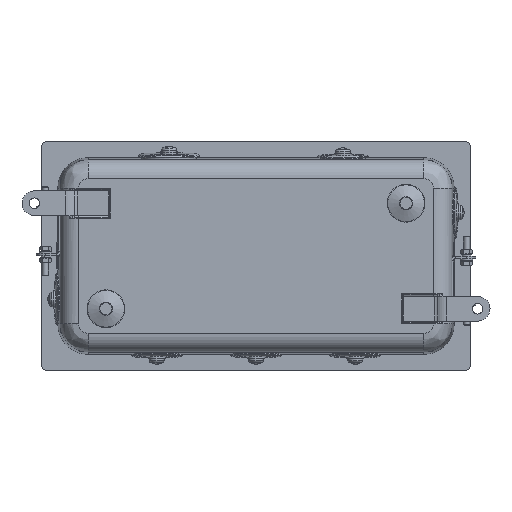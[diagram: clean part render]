
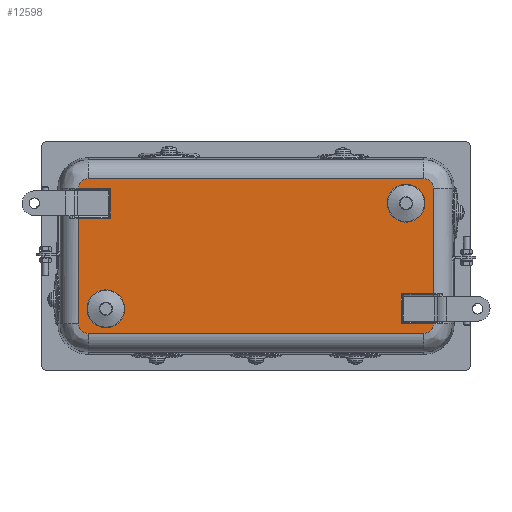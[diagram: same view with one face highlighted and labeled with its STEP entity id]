
A CAD part, front view. The second image highlights one B-rep face of the part: STEP entity #12598.
In plain terms, the highlighted planar face has unit normal (0, -1, 0).
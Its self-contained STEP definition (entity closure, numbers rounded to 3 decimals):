
#1387=LINE('',#23403,#1977);
#1388=LINE('',#23405,#1978);
#1389=LINE('',#23407,#1979);
#1390=LINE('',#23409,#1980);
#1391=LINE('',#23413,#1981);
#1392=LINE('',#23417,#1982);
#1393=LINE('',#23419,#1983);
#1394=LINE('',#23421,#1984);
#1395=LINE('',#23423,#1985);
#1396=LINE('',#23427,#1986);
#1977=VECTOR('',#17290,10.);
#1978=VECTOR('',#17291,10.);
#1979=VECTOR('',#17292,10.);
#1980=VECTOR('',#17293,10.);
#1981=VECTOR('',#17296,10.);
#1982=VECTOR('',#17299,10.);
#1983=VECTOR('',#17300,10.);
#1984=VECTOR('',#17301,10.);
#1985=VECTOR('',#17302,10.);
#1986=VECTOR('',#17305,10.);
#2225=FACE_BOUND('',#3679,.T.);
#2226=FACE_BOUND('',#3680,.T.);
#2876=FACE_OUTER_BOUND('',#3678,.T.);
#3678=EDGE_LOOP('',(#10580,#10581,#10582,#10583,#10584,#10585,#10586,#10587,
#10588,#10589,#10590,#10591,#10592,#10593));
#3679=EDGE_LOOP('',(#10594));
#3680=EDGE_LOOP('',(#10595));
#4379=CIRCLE('',#13990,15.194);
#4381=CIRCLE('',#13994,7.896);
#4382=CIRCLE('',#13995,7.896);
#4383=CIRCLE('',#13996,7.896);
#4384=CIRCLE('',#13997,7.896);
#4385=CIRCLE('',#13998,15.194);
#5511=VERTEX_POINT('',#23393);
#5513=VERTEX_POINT('',#23401);
#5514=VERTEX_POINT('',#23402);
#5515=VERTEX_POINT('',#23404);
#5516=VERTEX_POINT('',#23406);
#5517=VERTEX_POINT('',#23408);
#5518=VERTEX_POINT('',#23410);
#5519=VERTEX_POINT('',#23412);
#5520=VERTEX_POINT('',#23414);
#5521=VERTEX_POINT('',#23416);
#5522=VERTEX_POINT('',#23418);
#5523=VERTEX_POINT('',#23420);
#5524=VERTEX_POINT('',#23422);
#5525=VERTEX_POINT('',#23424);
#5526=VERTEX_POINT('',#23426);
#5527=VERTEX_POINT('',#23429);
#7222=EDGE_CURVE('',#5511,#5511,#4379,.T.);
#7225=EDGE_CURVE('',#5513,#5514,#1387,.T.);
#7226=EDGE_CURVE('',#5515,#5514,#1388,.T.);
#7227=EDGE_CURVE('',#5516,#5515,#1389,.T.);
#7228=EDGE_CURVE('',#5517,#5516,#1390,.T.);
#7229=EDGE_CURVE('',#5518,#5517,#4381,.T.);
#7230=EDGE_CURVE('',#5519,#5518,#1391,.T.);
#7231=EDGE_CURVE('',#5520,#5519,#4382,.T.);
#7232=EDGE_CURVE('',#5521,#5520,#1392,.T.);
#7233=EDGE_CURVE('',#5522,#5521,#1393,.T.);
#7234=EDGE_CURVE('',#5522,#5523,#1394,.T.);
#7235=EDGE_CURVE('',#5524,#5523,#1395,.T.);
#7236=EDGE_CURVE('',#5525,#5524,#4383,.T.);
#7237=EDGE_CURVE('',#5526,#5525,#1396,.T.);
#7238=EDGE_CURVE('',#5513,#5526,#4384,.T.);
#7239=EDGE_CURVE('',#5527,#5527,#4385,.T.);
#10580=ORIENTED_EDGE('',*,*,#7225,.T.);
#10581=ORIENTED_EDGE('',*,*,#7226,.F.);
#10582=ORIENTED_EDGE('',*,*,#7227,.F.);
#10583=ORIENTED_EDGE('',*,*,#7228,.F.);
#10584=ORIENTED_EDGE('',*,*,#7229,.F.);
#10585=ORIENTED_EDGE('',*,*,#7230,.F.);
#10586=ORIENTED_EDGE('',*,*,#7231,.F.);
#10587=ORIENTED_EDGE('',*,*,#7232,.F.);
#10588=ORIENTED_EDGE('',*,*,#7233,.F.);
#10589=ORIENTED_EDGE('',*,*,#7234,.T.);
#10590=ORIENTED_EDGE('',*,*,#7235,.F.);
#10591=ORIENTED_EDGE('',*,*,#7236,.F.);
#10592=ORIENTED_EDGE('',*,*,#7237,.F.);
#10593=ORIENTED_EDGE('',*,*,#7238,.F.);
#10594=ORIENTED_EDGE('',*,*,#7239,.F.);
#10595=ORIENTED_EDGE('',*,*,#7222,.F.);
#11216=PLANE('',#13993);
#12598=ADVANCED_FACE('',(#2876,#2225,#2226),#11216,.T.);
#13990=AXIS2_PLACEMENT_3D('',#23395,#17281,#17282);
#13993=AXIS2_PLACEMENT_3D('',#23400,#17288,#17289);
#13994=AXIS2_PLACEMENT_3D('',#23411,#17294,#17295);
#13995=AXIS2_PLACEMENT_3D('',#23415,#17297,#17298);
#13996=AXIS2_PLACEMENT_3D('',#23425,#17303,#17304);
#13997=AXIS2_PLACEMENT_3D('',#23428,#17306,#17307);
#13998=AXIS2_PLACEMENT_3D('',#23430,#17308,#17309);
#17281=DIRECTION('center_axis',(0.,-1.,0.));
#17282=DIRECTION('ref_axis',(1.,0.,0.));
#17288=DIRECTION('center_axis',(0.,-1.,0.));
#17289=DIRECTION('ref_axis',(-1.,0.,0.));
#17290=DIRECTION('',(-1.,0.,0.));
#17291=DIRECTION('',(0.,0.,-1.));
#17292=DIRECTION('',(-1.,0.,0.));
#17293=DIRECTION('',(0.,0.,-1.));
#17294=DIRECTION('center_axis',(0.,1.,0.));
#17295=DIRECTION('ref_axis',(0.707,0.,0.707));
#17296=DIRECTION('',(1.,0.,0.));
#17297=DIRECTION('center_axis',(0.,1.,0.));
#17298=DIRECTION('ref_axis',(-0.707,0.,0.707));
#17299=DIRECTION('',(-1.,0.,0.));
#17300=DIRECTION('',(0.,0.,1.));
#17301=DIRECTION('',(-1.,0.,0.));
#17302=DIRECTION('',(0.,0.,1.));
#17303=DIRECTION('center_axis',(0.,1.,0.));
#17304=DIRECTION('ref_axis',(-0.707,0.,-0.707));
#17305=DIRECTION('',(-1.,0.,0.));
#17306=DIRECTION('center_axis',(0.,1.,0.));
#17307=DIRECTION('ref_axis',(0.707,0.,-0.707));
#17308=DIRECTION('center_axis',(0.,-1.,0.));
#17309=DIRECTION('ref_axis',(1.,0.,0.));
#23393=CARTESIAN_POINT('',(-136.09,4.,-42.5));
#23395=CARTESIAN_POINT('Origin',(-120.896,4.,-42.5));
#23400=CARTESIAN_POINT('Origin',(0.,4.,
0.));
#23401=CARTESIAN_POINT('',(142.896,4.,-54.5));
#23402=CARTESIAN_POINT('',(116.896,4.,-54.5));
#23403=CARTESIAN_POINT('',(58.948,4.,-54.5));
#23404=CARTESIAN_POINT('',(116.896,4.,-30.5));
#23405=CARTESIAN_POINT('',(116.896,4.,-15.75));
#23406=CARTESIAN_POINT('',(142.896,4.,-30.5));
#23407=CARTESIAN_POINT('',(83.948,4.,-30.5));
#23408=CARTESIAN_POINT('',(142.896,4.,54.5));
#23409=CARTESIAN_POINT('',(142.896,4.,27.25));
#23410=CARTESIAN_POINT('',(135.,4.,62.396));
#23411=CARTESIAN_POINT('Origin',(135.,4.,54.5));
#23412=CARTESIAN_POINT('',(-135.,4.,62.396));
#23413=CARTESIAN_POINT('',(-67.5,4.,62.396));
#23414=CARTESIAN_POINT('',(-142.896,4.,54.5));
#23415=CARTESIAN_POINT('Origin',(-135.,4.,54.5));
#23416=CARTESIAN_POINT('',(-116.896,4.,54.5));
#23417=CARTESIAN_POINT('',(-58.948,4.,54.5));
#23418=CARTESIAN_POINT('',(-116.896,4.,30.5));
#23419=CARTESIAN_POINT('',(-116.896,4.,15.75));
#23420=CARTESIAN_POINT('',(-142.896,4.,30.5));
#23421=CARTESIAN_POINT('',(-83.948,4.,30.5));
#23422=CARTESIAN_POINT('',(-142.896,4.,-54.5));
#23423=CARTESIAN_POINT('',(-142.896,4.,-27.25));
#23424=CARTESIAN_POINT('',(-135.,4.,-62.396));
#23425=CARTESIAN_POINT('Origin',(-135.,4.,-54.5));
#23426=CARTESIAN_POINT('',(135.,4.,-62.396));
#23427=CARTESIAN_POINT('',(67.5,4.,-62.396));
#23428=CARTESIAN_POINT('Origin',(135.,4.,-54.5));
#23429=CARTESIAN_POINT('',(105.701,4.,42.5));
#23430=CARTESIAN_POINT('Origin',(120.896,4.,42.5));
